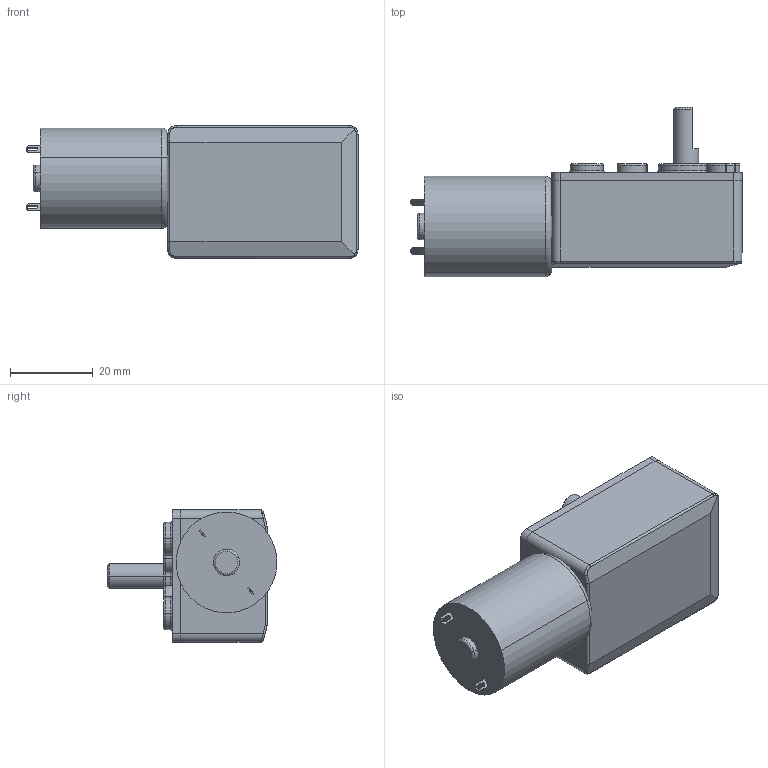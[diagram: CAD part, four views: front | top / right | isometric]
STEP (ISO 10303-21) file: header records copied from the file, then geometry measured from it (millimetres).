
FILE_DESCRIPTION((''),'2;1');
FILE_NAME('DM-46SW370-109K-EM24_ASM','2024-07-10T',('86157'),(''),'PRO/ENGINEER BY PARAMETRIC TECHNOLOGY CORPORATION, 2010280','PRO/ENGINEER BY PARAMETRIC TECHNOLOGY CORPORATION, 2010280','');
FILE_SCHEMA(('CONFIG_CONTROL_DESIGN'));
Length unit declared in the file: millimetre
Products named in the file (5): JIKE; GAIBAN; DM046P351001; 370; DM-46SW370-109K-EM24_ASM
Assembly tree (7 placements, depth 2):
  DM-46SW370-109K-EM24_ASM
    JIKE
    GAIBAN
    DM046P351001  x4
    370
Bounding box: 80.3 x 41 x 32 mm (x, y, z)
Volume: 25619.9 mm3; surface area: 16834.6 mm2
Topology: 7 solids, 7 shells, 396 faces, 944 edges, 593 vertices
Faces by surface type: plane 151, cylinder 149, torus 39, cone 37, bspline 12, sphere 4, extrusion 4
Entity records: 10183 total; most frequent: CARTESIAN_POINT 2278, DIRECTION 1725, ORIENTED_EDGE 1556, EDGE_CURVE 778, AXIS2_PLACEMENT_3D 673, VERTEX_POINT 491, VECTOR 379, EDGE_LOOP 377
